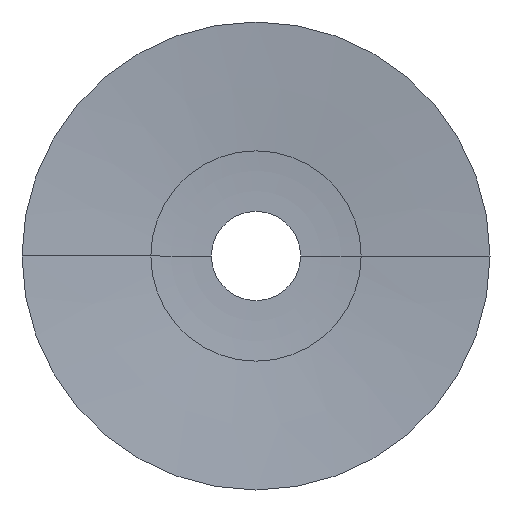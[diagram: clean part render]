
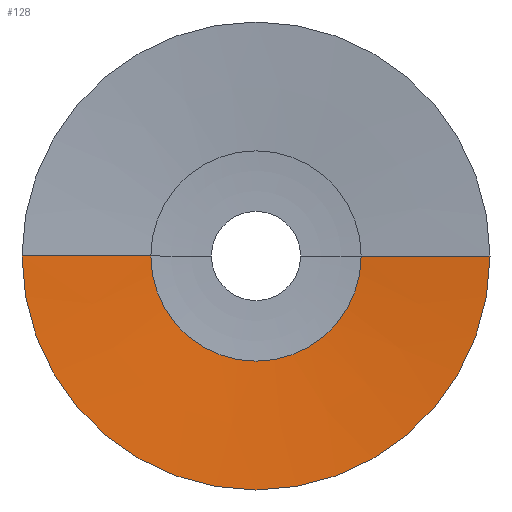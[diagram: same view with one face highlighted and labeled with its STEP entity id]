
A CAD part, front view. The second image highlights one B-rep face of the part: STEP entity #128.
In plain terms, the highlighted conical face has half-angle 84.685 degrees and reference radius 31.5 mm.
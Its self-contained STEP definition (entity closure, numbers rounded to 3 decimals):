
#4 = VERTEX_POINT ( 'NONE', #171 ) ;
#10 = LINE ( 'NONE', #245, #30 ) ;
#11 = CONICAL_SURFACE ( 'NONE', #162, 31.5, 1.478 ) ;
#14 = ORIENTED_EDGE ( 'NONE', *, *, #27, .T. ) ;
#15 = VERTEX_POINT ( 'NONE', #172 ) ;
#21 = CIRCLE ( 'NONE', #313, 14.157 ) ;
#27 = EDGE_CURVE ( 'NONE', #15, #4, #21, .T. ) ;
#30 = VECTOR ( 'NONE', #93, 1000. ) ;
#34 = CARTESIAN_POINT ( 'NONE',  ( 0., 0., 0. ) ) ;
#39 = CARTESIAN_POINT ( 'NONE',  ( 0., 0., 0. ) ) ;
#57 = CARTESIAN_POINT ( 'NONE',  ( 0., 1.613, 0. ) ) ;
#61 = DIRECTION ( 'NONE',  ( 0., -1., 0. ) ) ;
#70 = VERTEX_POINT ( 'NONE', #142 ) ;
#71 = CARTESIAN_POINT ( 'NONE',  ( 31.5, 0., 0. ) ) ;
#85 = DIRECTION ( 'NONE',  ( 0.996, -0.093, 0. ) ) ;
#93 = DIRECTION ( 'NONE',  ( -0.996, -0.093, 0. ) ) ;
#97 = LINE ( 'NONE', #194, #206 ) ;
#105 = AXIS2_PLACEMENT_3D ( 'NONE', #39, #331, #297 ) ;
#122 = ORIENTED_EDGE ( 'NONE', *, *, #296, .T. ) ;
#128 = ADVANCED_FACE ( 'NONE', ( #131 ), #11, .F. ) ;
#131 = FACE_OUTER_BOUND ( 'NONE', #155, .T. ) ;
#142 = CARTESIAN_POINT ( 'NONE',  ( -31.5, 0., 0. ) ) ;
#148 = EDGE_CURVE ( 'NONE', #70, #290, #269, .T. ) ;
#155 = EDGE_LOOP ( 'NONE', ( #14, #122, #276, #319 ) ) ;
#162 = AXIS2_PLACEMENT_3D ( 'NONE', #34, #61, #327 ) ;
#171 = CARTESIAN_POINT ( 'NONE',  ( -14.157, 1.613, 0. ) ) ;
#172 = CARTESIAN_POINT ( 'NONE',  ( 14.157, 1.613, 0. ) ) ;
#179 = EDGE_CURVE ( 'NONE', #15, #290, #97, .T. ) ;
#194 = CARTESIAN_POINT ( 'NONE',  ( 31.5, 0., 0. ) ) ;
#206 = VECTOR ( 'NONE', #85, 1000. ) ;
#235 = DIRECTION ( 'NONE',  ( -1., 0., 0. ) ) ;
#245 = CARTESIAN_POINT ( 'NONE',  ( -31.5, 0., 0. ) ) ;
#269 = CIRCLE ( 'NONE', #105, 31.5 ) ;
#276 = ORIENTED_EDGE ( 'NONE', *, *, #148, .T. ) ;
#290 = VERTEX_POINT ( 'NONE', #71 ) ;
#296 = EDGE_CURVE ( 'NONE', #4, #70, #10, .T. ) ;
#297 = DIRECTION ( 'NONE',  ( 1., 0., 0. ) ) ;
#313 = AXIS2_PLACEMENT_3D ( 'NONE', #57, #321, #235 ) ;
#319 = ORIENTED_EDGE ( 'NONE', *, *, #179, .F. ) ;
#321 = DIRECTION ( 'NONE',  ( 0., 1., 0. ) ) ;
#327 = DIRECTION ( 'NONE',  ( 1., 0., 0. ) ) ;
#331 = DIRECTION ( 'NONE',  ( 0., -1., 0. ) ) ;
